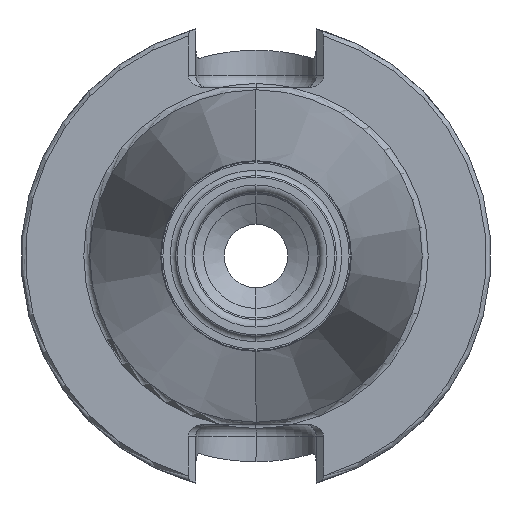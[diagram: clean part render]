
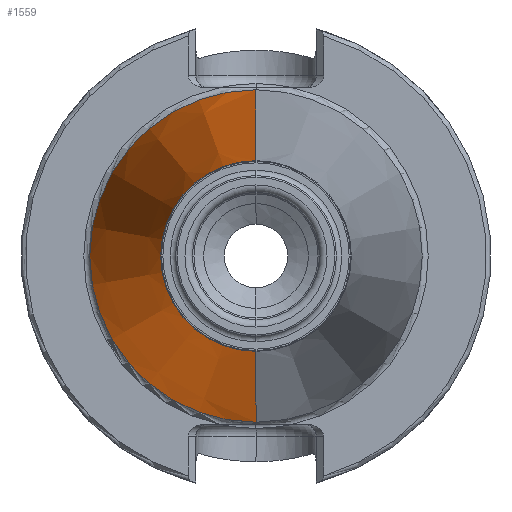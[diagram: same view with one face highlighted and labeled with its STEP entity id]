
A CAD part, left-side view. The second image highlights one B-rep face of the part: STEP entity #1559.
In plain terms, the highlighted conical face has half-angle 8.297 degrees and reference radius 22.225 mm.
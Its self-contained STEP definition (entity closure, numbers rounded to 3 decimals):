
#44 = EDGE_LOOP ( 'NONE', ( #878, #1002, #1526, #1686 ) ) ;
#276 = EDGE_CURVE ( 'NONE', #3836, #3106, #567, .T. ) ;
#487 = EDGE_CURVE ( 'NONE', #3836, #3837, #3738, .T. ) ;
#511 = CIRCLE ( 'NONE', #2837, 22.225 ) ;
#548 = DIRECTION ( 'NONE',  ( 0., 0., 1. ) ) ;
#567 = LINE ( 'NONE', #1290, #1266 ) ;
#878 = ORIENTED_EDGE ( 'NONE', *, *, #487, .F. ) ;
#1002 = ORIENTED_EDGE ( 'NONE', *, *, #276, .T. ) ;
#1160 = FACE_OUTER_BOUND ( 'NONE', #44, .T. ) ;
#1253 = CARTESIAN_POINT ( 'NONE',  ( 0., 0., 0. ) ) ;
#1266 = VECTOR ( 'NONE', #3448, 1000. ) ;
#1290 = CARTESIAN_POINT ( 'NONE',  ( 0., 0., 22.225 ) ) ;
#1489 = CARTESIAN_POINT ( 'NONE',  ( -64.988, 0., 12.748 ) ) ;
#1526 = ORIENTED_EDGE ( 'NONE', *, *, #1800, .T. ) ;
#1559 = ADVANCED_FACE ( 'NONE', ( #1160 ), #2740, .T. ) ;
#1665 = LINE ( 'NONE', #4106, #2561 ) ;
#1686 = ORIENTED_EDGE ( 'NONE', *, *, #4317, .F. ) ;
#1722 = CARTESIAN_POINT ( 'NONE',  ( 0., 0., 22.225 ) ) ;
#1800 = EDGE_CURVE ( 'NONE', #3106, #3159, #511, .T. ) ;
#2091 = CARTESIAN_POINT ( 'NONE',  ( 0., 0., -22.225 ) ) ;
#2124 = DIRECTION ( 'NONE',  ( 0.99, 0., -0.144 ) ) ;
#2561 = VECTOR ( 'NONE', #2124, 1000. ) ;
#2740 = CONICAL_SURFACE ( 'NONE', #3135, 22.225, 0.145 ) ;
#2837 = AXIS2_PLACEMENT_3D ( 'NONE', #1253, #3653, #548 ) ;
#3106 = VERTEX_POINT ( 'NONE', #1722 ) ;
#3135 = AXIS2_PLACEMENT_3D ( 'NONE', #3565, #3222, #3233 ) ;
#3159 = VERTEX_POINT ( 'NONE', #2091 ) ;
#3182 = AXIS2_PLACEMENT_3D ( 'NONE', #3746, #3753, #3768 ) ;
#3222 = DIRECTION ( 'NONE',  ( 1., 0., 0. ) ) ;
#3233 = DIRECTION ( 'NONE',  ( 0., 0., -1. ) ) ;
#3448 = DIRECTION ( 'NONE',  ( 0.99, 0., 0.144 ) ) ;
#3565 = CARTESIAN_POINT ( 'NONE',  ( 0., 0., 0. ) ) ;
#3653 = DIRECTION ( 'NONE',  ( -1., 0., 0. ) ) ;
#3738 = CIRCLE ( 'NONE', #3182, 12.748 ) ;
#3746 = CARTESIAN_POINT ( 'NONE',  ( -64.988, 0., 0. ) ) ;
#3753 = DIRECTION ( 'NONE',  ( -1., 0., 0. ) ) ;
#3768 = DIRECTION ( 'NONE',  ( 0., 0., 1. ) ) ;
#3826 = CARTESIAN_POINT ( 'NONE',  ( -64.988, 0., -12.748 ) ) ;
#3836 = VERTEX_POINT ( 'NONE', #1489 ) ;
#3837 = VERTEX_POINT ( 'NONE', #3826 ) ;
#4106 = CARTESIAN_POINT ( 'NONE',  ( 0., 0., -22.225 ) ) ;
#4317 = EDGE_CURVE ( 'NONE', #3837, #3159, #1665, .T. ) ;
